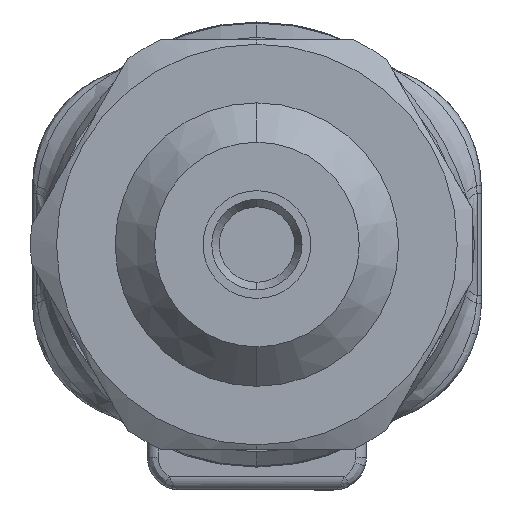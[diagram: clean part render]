
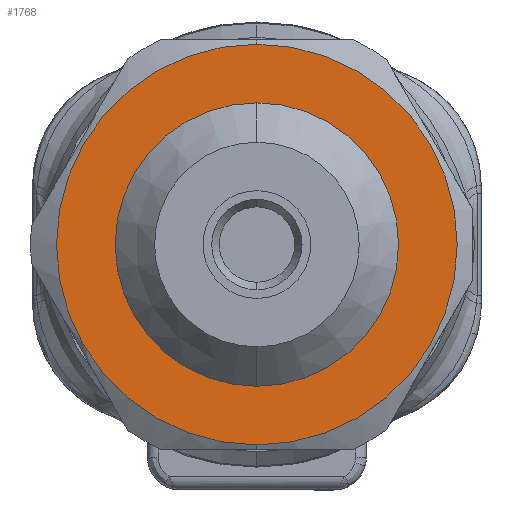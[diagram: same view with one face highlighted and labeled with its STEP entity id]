
A CAD part, front view. The second image highlights one B-rep face of the part: STEP entity #1768.
In plain terms, the highlighted planar face has unit normal (0, -1, 0).
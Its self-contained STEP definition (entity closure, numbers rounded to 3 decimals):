
#144 = CIRCLE ( 'NONE', #4356, 9.3 ) ;
#209 = PLANE ( 'NONE',  #5467 ) ;
#261 = DIRECTION ( 'NONE',  ( 0., -1., 0. ) ) ;
#418 = CIRCLE ( 'NONE', #8387, 6.1 ) ;
#617 = CIRCLE ( 'NONE', #3225, 6.1 ) ;
#892 = EDGE_LOOP ( 'NONE', ( #12820, #9460 ) ) ;
#922 = VERTEX_POINT ( 'NONE', #10754 ) ;
#1283 = DIRECTION ( 'NONE',  ( 0., 0., -1. ) ) ;
#1391 = ORIENTED_EDGE ( 'NONE', *, *, #12257, .F. ) ;
#1768 = ADVANCED_FACE ( 'NONE', ( #6180, #3146 ), #209, .T. ) ;
#3146 = FACE_BOUND ( 'NONE', #12935, .T. ) ;
#3225 = AXIS2_PLACEMENT_3D ( 'NONE', #7329, #9393, #4257 ) ;
#3264 = CARTESIAN_POINT ( 'NONE',  ( 0., 15., -9.3 ) ) ;
#3380 = CARTESIAN_POINT ( 'NONE',  ( 0., 15., 6.1 ) ) ;
#4257 = DIRECTION ( 'NONE',  ( 0., 0., -1. ) ) ;
#4356 = AXIS2_PLACEMENT_3D ( 'NONE', #10520, #12729, #12683 ) ;
#4778 = VERTEX_POINT ( 'NONE', #3380 ) ;
#4782 = EDGE_CURVE ( 'NONE', #4778, #8255, #418, .T. ) ;
#5244 = DIRECTION ( 'NONE',  ( 0., 0., -1. ) ) ;
#5409 = DIRECTION ( 'NONE',  ( 0., 0., -1. ) ) ;
#5451 = DIRECTION ( 'NONE',  ( 0., -1., 0. ) ) ;
#5467 = AXIS2_PLACEMENT_3D ( 'NONE', #9526, #261, #1283 ) ;
#6180 = FACE_OUTER_BOUND ( 'NONE', #892, .T. ) ;
#7329 = CARTESIAN_POINT ( 'NONE',  ( 0., 15., 0. ) ) ;
#7341 = DIRECTION ( 'NONE',  ( 0., -1., 0. ) ) ;
#7519 = CARTESIAN_POINT ( 'NONE',  ( 0., 15., 0. ) ) ;
#7526 = CARTESIAN_POINT ( 'NONE',  ( 0., 15., -6.1 ) ) ;
#8255 = VERTEX_POINT ( 'NONE', #7526 ) ;
#8387 = AXIS2_PLACEMENT_3D ( 'NONE', #7519, #5451, #5409 ) ;
#8646 = AXIS2_PLACEMENT_3D ( 'NONE', #10453, #7341, #5244 ) ;
#9393 = DIRECTION ( 'NONE',  ( 0., -1., 0. ) ) ;
#9460 = ORIENTED_EDGE ( 'NONE', *, *, #10773, .T. ) ;
#9526 = CARTESIAN_POINT ( 'NONE',  ( 9.3, 15., 0. ) ) ;
#9891 = CIRCLE ( 'NONE', #8646, 9.3 ) ;
#10062 = EDGE_CURVE ( 'NONE', #922, #11328, #9891, .T. ) ;
#10453 = CARTESIAN_POINT ( 'NONE',  ( 0., 15., 0. ) ) ;
#10520 = CARTESIAN_POINT ( 'NONE',  ( 0., 15., 0. ) ) ;
#10754 = CARTESIAN_POINT ( 'NONE',  ( 0., 15., 9.3 ) ) ;
#10773 = EDGE_CURVE ( 'NONE', #11328, #922, #144, .T. ) ;
#11328 = VERTEX_POINT ( 'NONE', #3264 ) ;
#11676 = ORIENTED_EDGE ( 'NONE', *, *, #4782, .F. ) ;
#12257 = EDGE_CURVE ( 'NONE', #8255, #4778, #617, .T. ) ;
#12683 = DIRECTION ( 'NONE',  ( 0., 0., -1. ) ) ;
#12729 = DIRECTION ( 'NONE',  ( 0., -1., 0. ) ) ;
#12820 = ORIENTED_EDGE ( 'NONE', *, *, #10062, .T. ) ;
#12935 = EDGE_LOOP ( 'NONE', ( #1391, #11676 ) ) ;
